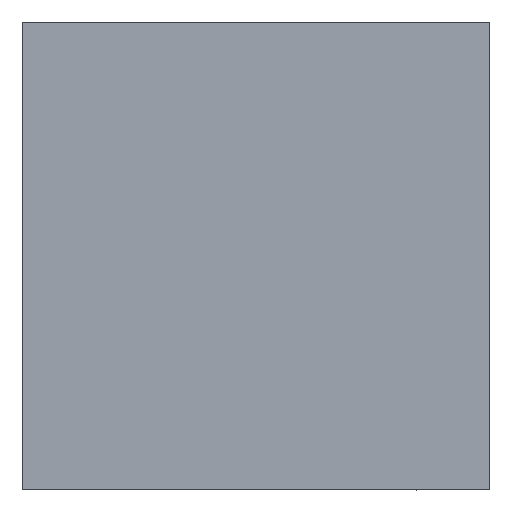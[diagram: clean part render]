
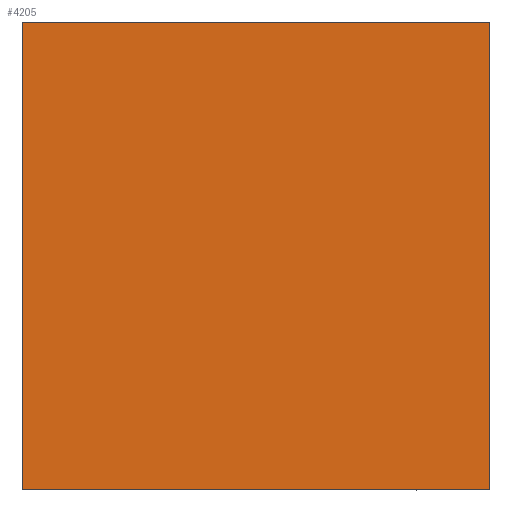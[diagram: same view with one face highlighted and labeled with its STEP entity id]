
A CAD part, front view. The second image highlights one B-rep face of the part: STEP entity #4205.
In plain terms, the highlighted planar face has unit normal (0, -1, 0).
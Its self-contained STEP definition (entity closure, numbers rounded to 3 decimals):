
#794=ORIENTED_EDGE('',*,*,#1723,.F.);
#795=ORIENTED_EDGE('',*,*,#1713,.F.);
#796=ORIENTED_EDGE('',*,*,#1727,.F.);
#797=ORIENTED_EDGE('',*,*,#1725,.F.);
#1713=EDGE_CURVE('',#2239,#2240,#2709,.T.);
#1723=EDGE_CURVE('',#2240,#2244,#2719,.T.);
#1725=EDGE_CURVE('',#2244,#2245,#2721,.T.);
#1727=EDGE_CURVE('',#2245,#2239,#2723,.T.);
#2239=VERTEX_POINT('',#7120);
#2240=VERTEX_POINT('',#7122);
#2244=VERTEX_POINT('',#7140);
#2245=VERTEX_POINT('',#7144);
#2709=LINE('',#7121,#3245);
#2719=LINE('',#7139,#3255);
#2721=LINE('',#7143,#3257);
#2723=LINE('',#7147,#3259);
#3245=VECTOR('',#5920,1000.);
#3255=VECTOR('',#5938,1000.);
#3257=VECTOR('',#5942,1000.);
#3259=VECTOR('',#5946,1000.);
#3625=EDGE_LOOP('',(#794,#795,#796,#797));
#3837=FACE_BOUND('',#3625,.T.);
#4021=PLANE('',#5236);
#4205=ADVANCED_FACE('',(#3837),#4021,.F.);
#5236=AXIS2_PLACEMENT_3D('',#7149,#5949,#5950);
#5920=DIRECTION('',(1.,0.,0.));
#5938=DIRECTION('',(0.,0.,-1.));
#5942=DIRECTION('',(-1.,0.,0.));
#5946=DIRECTION('',(0.,0.,1.));
#5949=DIRECTION('',(0.,1.,0.));
#5950=DIRECTION('',(0.,0.,1.));
#7120=CARTESIAN_POINT('',(-1.65,0.,1.65));
#7121=CARTESIAN_POINT('',(-1.65,0.,1.65));
#7122=CARTESIAN_POINT('',(1.65,0.,1.65));
#7139=CARTESIAN_POINT('',(1.65,0.,1.65));
#7140=CARTESIAN_POINT('',(1.65,0.,-1.65));
#7143=CARTESIAN_POINT('',(1.65,0.,-1.65));
#7144=CARTESIAN_POINT('',(-1.65,0.,-1.65));
#7147=CARTESIAN_POINT('',(-1.65,0.,-1.65));
#7149=CARTESIAN_POINT('',(0.,0.,0.));
